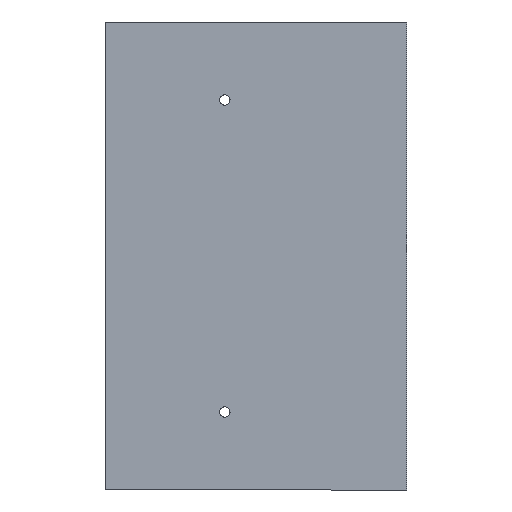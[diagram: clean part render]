
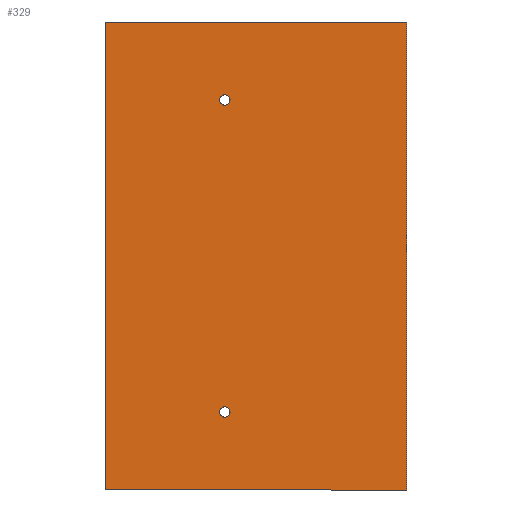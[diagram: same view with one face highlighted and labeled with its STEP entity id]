
A CAD part, left-side view. The second image highlights one B-rep face of the part: STEP entity #329.
In plain terms, the highlighted planar face has unit normal (-1, 0, 0).
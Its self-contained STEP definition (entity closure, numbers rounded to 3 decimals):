
#8 = DIRECTION ( 'NONE',  ( 0., 0., -1. ) ) ;
#9 = EDGE_CURVE ( 'NONE', #43, #120, #69, .T. ) ;
#10 = VERTEX_POINT ( 'NONE', #208 ) ;
#15 = ORIENTED_EDGE ( 'NONE', *, *, #9, .T. ) ;
#17 = CARTESIAN_POINT ( 'NONE',  ( 0., 4.039, -34.366 ) ) ;
#19 = DIRECTION ( 'NONE',  ( 0., 0., -1. ) ) ;
#22 = VERTEX_POINT ( 'NONE', #148 ) ;
#34 = CARTESIAN_POINT ( 'NONE',  ( 0., 27.039, -50.366 ) ) ;
#43 = VERTEX_POINT ( 'NONE', #17 ) ;
#44 = CARTESIAN_POINT ( 'NONE',  ( 0., 27.039, 39.634 ) ) ;
#46 = AXIS2_PLACEMENT_3D ( 'NONE', #278, #184, #125 ) ;
#52 = AXIS2_PLACEMENT_3D ( 'NONE', #298, #317, #8 ) ;
#54 = ORIENTED_EDGE ( 'NONE', *, *, #83, .T. ) ;
#58 = CARTESIAN_POINT ( 'NONE',  ( 0., -30.961, -50.366 ) ) ;
#63 = FACE_OUTER_BOUND ( 'NONE', #253, .T. ) ;
#69 = CIRCLE ( 'NONE', #101, 1. ) ;
#75 = VECTOR ( 'NONE', #158, 1000. ) ;
#76 = DIRECTION ( 'NONE',  ( 0., -1., 0. ) ) ;
#78 = DIRECTION ( 'NONE',  ( 0., 0., -1. ) ) ;
#83 = EDGE_CURVE ( 'NONE', #22, #279, #93, .T. ) ;
#90 = ORIENTED_EDGE ( 'NONE', *, *, #323, .F. ) ;
#93 = CIRCLE ( 'NONE', #156, 1. ) ;
#101 = AXIS2_PLACEMENT_3D ( 'NONE', #212, #210, #289 ) ;
#120 = VERTEX_POINT ( 'NONE', #215 ) ;
#124 = ORIENTED_EDGE ( 'NONE', *, *, #314, .F. ) ;
#125 = DIRECTION ( 'NONE',  ( 0., 0., -1. ) ) ;
#127 = ORIENTED_EDGE ( 'NONE', *, *, #267, .T. ) ;
#147 = CARTESIAN_POINT ( 'NONE',  ( 0., 27.039, 39.634 ) ) ;
#148 = CARTESIAN_POINT ( 'NONE',  ( 0., 4.039, 23.634 ) ) ;
#149 = ORIENTED_EDGE ( 'NONE', *, *, #166, .F. ) ;
#155 = EDGE_CURVE ( 'NONE', #303, #179, #218, .T. ) ;
#156 = AXIS2_PLACEMENT_3D ( 'NONE', #266, #195, #78 ) ;
#158 = DIRECTION ( 'NONE',  ( 0., 0., 1. ) ) ;
#160 = EDGE_LOOP ( 'NONE', ( #54, #299 ) ) ;
#166 = EDGE_CURVE ( 'NONE', #251, #10, #318, .T. ) ;
#179 = VERTEX_POINT ( 'NONE', #200 ) ;
#184 = DIRECTION ( 'NONE',  ( 1., 0., 0. ) ) ;
#194 = CIRCLE ( 'NONE', #46, 1. ) ;
#195 = DIRECTION ( 'NONE',  ( 1., 0., 0. ) ) ;
#200 = CARTESIAN_POINT ( 'NONE',  ( 0., -30.961, 39.634 ) ) ;
#206 = PLANE ( 'NONE',  #293 ) ;
#208 = CARTESIAN_POINT ( 'NONE',  ( 0., 27.039, -50.366 ) ) ;
#210 = DIRECTION ( 'NONE',  ( 1., 0., 0. ) ) ;
#212 = CARTESIAN_POINT ( 'NONE',  ( 0., 4.039, -35.366 ) ) ;
#214 = VECTOR ( 'NONE', #256, 1000. ) ;
#215 = CARTESIAN_POINT ( 'NONE',  ( 0., 4.039, -36.366 ) ) ;
#218 = LINE ( 'NONE', #315, #326 ) ;
#233 = FACE_BOUND ( 'NONE', #330, .T. ) ;
#247 = EDGE_CURVE ( 'NONE', #279, #22, #269, .T. ) ;
#248 = DIRECTION ( 'NONE',  ( 0., 1., 0. ) ) ;
#251 = VERTEX_POINT ( 'NONE', #58 ) ;
#253 = EDGE_LOOP ( 'NONE', ( #297, #124, #149, #90 ) ) ;
#256 = DIRECTION ( 'NONE',  ( 0., 0., -1. ) ) ;
#258 = DIRECTION ( 'NONE',  ( 1., 0., 0. ) ) ;
#266 = CARTESIAN_POINT ( 'NONE',  ( 0., 4.039, 24.634 ) ) ;
#267 = EDGE_CURVE ( 'NONE', #120, #43, #194, .T. ) ;
#269 = CIRCLE ( 'NONE', #52, 1. ) ;
#276 = VECTOR ( 'NONE', #248, 1000. ) ;
#278 = CARTESIAN_POINT ( 'NONE',  ( 0., 4.039, -35.366 ) ) ;
#279 = VERTEX_POINT ( 'NONE', #280 ) ;
#280 = CARTESIAN_POINT ( 'NONE',  ( 0., 4.039, 25.634 ) ) ;
#285 = LINE ( 'NONE', #44, #75 ) ;
#288 = FACE_BOUND ( 'NONE', #160, .T. ) ;
#289 = DIRECTION ( 'NONE',  ( 0., 0., -1. ) ) ;
#293 = AXIS2_PLACEMENT_3D ( 'NONE', #306, #258, #19 ) ;
#297 = ORIENTED_EDGE ( 'NONE', *, *, #155, .F. ) ;
#298 = CARTESIAN_POINT ( 'NONE',  ( 0., 4.039, 24.634 ) ) ;
#299 = ORIENTED_EDGE ( 'NONE', *, *, #247, .T. ) ;
#303 = VERTEX_POINT ( 'NONE', #147 ) ;
#306 = CARTESIAN_POINT ( 'NONE',  ( 0., 0., 0. ) ) ;
#314 = EDGE_CURVE ( 'NONE', #10, #303, #285, .T. ) ;
#315 = CARTESIAN_POINT ( 'NONE',  ( 0., 27.039, 39.634 ) ) ;
#317 = DIRECTION ( 'NONE',  ( 1., 0., 0. ) ) ;
#318 = LINE ( 'NONE', #34, #276 ) ;
#323 = EDGE_CURVE ( 'NONE', #179, #251, #328, .T. ) ;
#326 = VECTOR ( 'NONE', #76, 1000. ) ;
#328 = LINE ( 'NONE', #333, #214 ) ;
#329 = ADVANCED_FACE ( 'NONE', ( #288, #233, #63 ), #206, .F. ) ;
#330 = EDGE_LOOP ( 'NONE', ( #127, #15 ) ) ;
#333 = CARTESIAN_POINT ( 'NONE',  ( 0., -30.961, 39.634 ) ) ;
